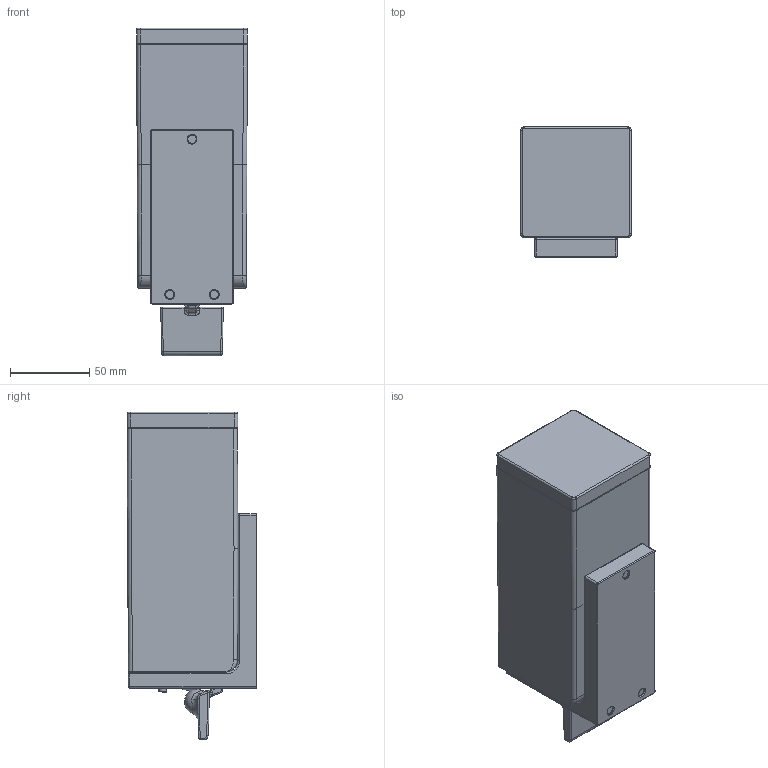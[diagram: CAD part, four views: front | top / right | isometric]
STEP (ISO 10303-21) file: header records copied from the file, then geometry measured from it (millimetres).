
FILE_DESCRIPTION(('CATIA V6 STEP','CAx-IF Rec.Pracs.--- Model Styling and Organization---1.5--- 2016-08-15','CAx-IF Rec.Pracs.---Supplemental Geometry---1.0---2011-11-01','CAx-IF Rec.Pracs.--- Composite Materials ---3.4---2017-06-13','CAx-IF Rec.Pracs.---Tessellated 3D Geometry---1.0---2015-12-17'),'2;1');
FILE_NAME('prd-HG-00113034.stp','2023-02-22T11:36:09+00:00',('none'),('none'),'3DEXPERIENCE Platform3DEXPERIENCE R2021x HotFix 8','3DEXPERIENCE Platform STEP AP242 v2','none');
FILE_SCHEMA(('AP242_MANAGED_MODEL_BASED_3D_ENGINEERING_MIM_LF {1 0 10303 442 1 1 4}'));
Length unit declared in the file: millimetre
Products named in the file (13): P-2_Seifenspender_AX_Starck_Next; V5_EJOT_DELTA_PT_Schraube_WN_5452_A2_40x12; V5_Gewindestift_DIN914-M5x16-A2; P-2_Winkel_Lotionssp._ACC_Starck_Next; P-2_Seifenbehaelter_AX_Starck_Next; P-2_Deckel_Lotionsspender_AX_Starck_Next; P-2_Hebelgr_Seifensp._ACC_Starck_Next; V5_P_2_Dosiereinheit_Metall_Pumpe_Seifensp.; P-2_Gegenstueck_Metall_Pumpe_Seifensp.; V5_P_2_Membran_Pumpe_Seifenspender_Citterio; P-2_Gleithuelse_Seifenspende; V5_Griffstopfen; P-2_Spannmutter_Seifenspender_Axor_Citterio
Assembly tree (15 placements, depth 2):
  P-2_Seifenspender_AX_Starck_Next
    V5_EJOT_DELTA_PT_Schraube_WN_5452_A2_40x12  x2
    V5_Gewindestift_DIN914-M5x16-A2
    P-2_Winkel_Lotionssp._ACC_Starck_Next
    P-2_Seifenbehaelter_AX_Starck_Next
    P-2_Deckel_Lotionsspender_AX_Starck_Next
    P-2_Hebelgr_Seifensp._ACC_Starck_Next
    V5_P_2_Dosiereinheit_Metall_Pumpe_Seifensp.
    P-2_Gegenstueck_Metall_Pumpe_Seifensp.
    V5_P_2_Membran_Pumpe_Seifenspender_Citterio
    P-2_Gleithuelse_Seifenspende  x2
    V5_Griffstopfen  x2
    P-2_Spannmutter_Seifenspender_Axor_Citterio
Bounding box: 70 x 82 x 206.6 mm (x, y, z)
Volume: 319784.8 mm3; surface area: 142554.7 mm2
Topology: 15 solids, 15 shells, 969 faces, 2251 edges, 1235 vertices
Faces by surface type: cylinder 289, bspline 244, plane 179, torus 105, cone 84, sphere 64, revolution 4
Entity records: 35818 total; most frequent: CARTESIAN_POINT 18469, ORIENTED_EDGE 4076, DIRECTION 2330, EDGE_CURVE 2038, AXIS2_PLACEMENT_3D 1220, VERTEX_POINT 1163, EDGE_LOOP 943, B_SPLINE_CURVE_WITH_KNOTS 928
